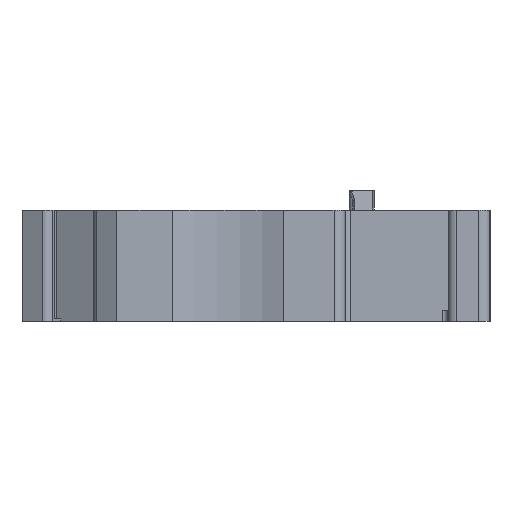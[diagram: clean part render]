
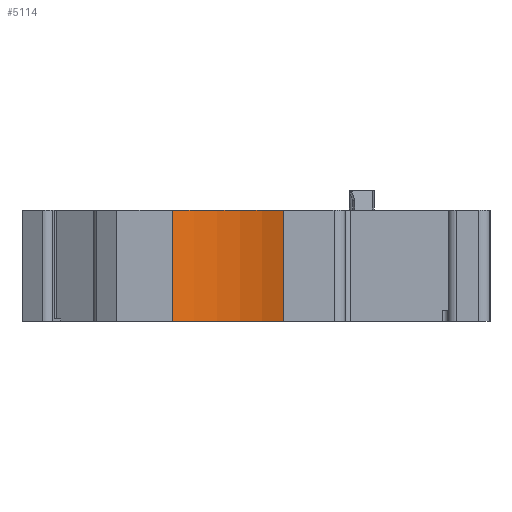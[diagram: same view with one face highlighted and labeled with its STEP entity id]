
A CAD part, left-side view. The second image highlights one B-rep face of the part: STEP entity #5114.
In plain terms, the highlighted cylindrical face has radius 13 mm (diameter 26 mm), a partial arc.
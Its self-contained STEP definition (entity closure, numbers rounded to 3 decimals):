
#159=CIRCLE('',#5418,13.);
#210=CIRCLE('',#5553,13.);
#324=CYLINDRICAL_SURFACE('',#5552,13.);
#1220=ORIENTED_EDGE('',*,*,#2233,.T.);
#1221=ORIENTED_EDGE('',*,*,#2487,.T.);
#1222=ORIENTED_EDGE('',*,*,#2488,.F.);
#1223=ORIENTED_EDGE('',*,*,#2485,.F.);
#2233=EDGE_CURVE('',#2935,#2934,#159,.F.);
#2485=EDGE_CURVE('',#2935,#3093,#3550,.T.);
#2487=EDGE_CURVE('',#2934,#3094,#3552,.T.);
#2488=EDGE_CURVE('',#3093,#3094,#210,.T.);
#2934=VERTEX_POINT('',#8475);
#2935=VERTEX_POINT('',#8477);
#3093=VERTEX_POINT('',#8970);
#3094=VERTEX_POINT('',#8974);
#3550=LINE('',#8969,#4066);
#3552=LINE('',#8973,#4068);
#4066=VECTOR('',#6734,1000.);
#4068=VECTOR('',#6738,1000.);
#4343=EDGE_LOOP('',(#1220,#1221,#1222,#1223));
#4640=FACE_BOUND('',#4343,.T.);
#5114=ADVANCED_FACE('',(#4640),#324,.F.);
#5418=AXIS2_PLACEMENT_3D('',#8476,#6265,#6266);
#5552=AXIS2_PLACEMENT_3D('',#8972,#6736,#6737);
#5553=AXIS2_PLACEMENT_3D('',#8975,#6739,#6740);
#6265=DIRECTION('',(0.,0.,1.));
#6266=DIRECTION('',(1.,0.,0.));
#6734=DIRECTION('',(0.,0.,1.));
#6736=DIRECTION('',(0.,0.,1.));
#6737=DIRECTION('',(1.,0.,0.));
#6738=DIRECTION('',(0.,0.,1.));
#6739=DIRECTION('',(0.,0.,-1.));
#6740=DIRECTION('',(-1.,0.,0.));
#8475=CARTESIAN_POINT('',(-37.5,-2.5,0.));
#8476=CARTESIAN_POINT('',(-49.5,2.5,0.));
#8477=CARTESIAN_POINT('',(-37.5,7.5,0.));
#8969=CARTESIAN_POINT('',(-37.5,7.5,-79.152));
#8970=CARTESIAN_POINT('',(-37.5,7.5,10.));
#8972=CARTESIAN_POINT('',(-49.5,2.5,-79.152));
#8973=CARTESIAN_POINT('',(-37.5,-2.5,-79.152));
#8974=CARTESIAN_POINT('',(-37.5,-2.5,10.));
#8975=CARTESIAN_POINT('',(-49.5,2.5,10.));
